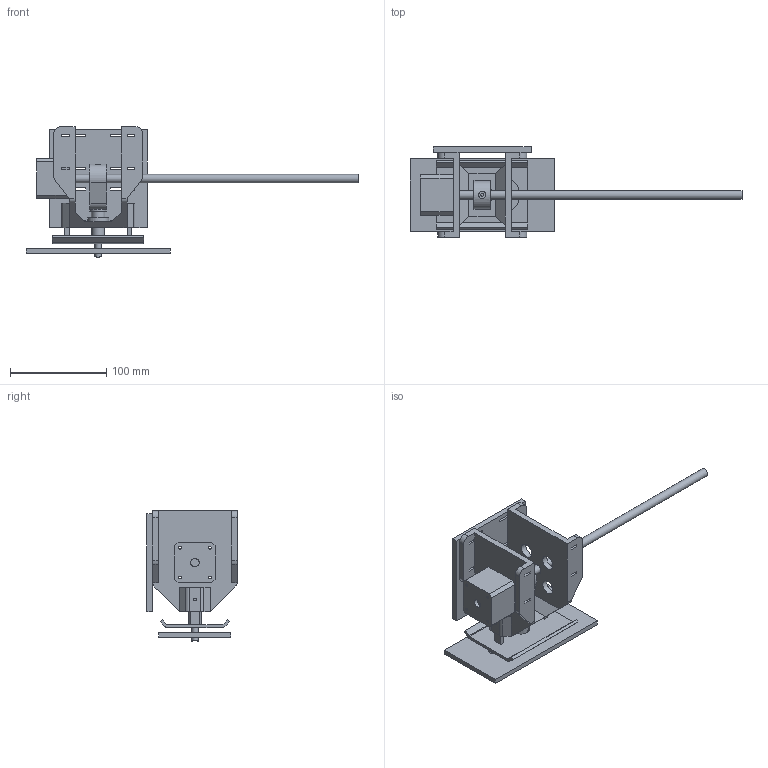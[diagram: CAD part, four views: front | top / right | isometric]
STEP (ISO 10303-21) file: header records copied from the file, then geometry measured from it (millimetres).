
FILE_DESCRIPTION( ( '' ), ' ' );
FILE_NAME( '590858b0f8260410cf56d36d.step', '2017-05-02T10:00:17', ( '' ), ( '' ), ' ', ' ', ' ' );
FILE_SCHEMA( ( 'AUTOMOTIVE_DESIGN { 1 0 10303 214 1 1 1 1 }' ) );
Length unit declared in the file: metre
Products named in the file (10): SidePlate-2-3Dprinted; Base-Lasercut; motor; motor-shaft; Foot-3Dprinted; excentric-3Dprinted; Shaft-3Dprinted; Holder-3Dprinted; Aux-springCilinder; Cutter
Bounding box: 345 x 94 x 135.82 mm (x, y, z)
Volume: 375461.7 mm3; surface area: 147733.1 mm2
Topology: 10 solids, 10 shells, 215 faces, 585 edges, 388 vertices
Faces by surface type: plane 159, cylinder 56
Full cylindrical faces by diameter (mm): 3 x11, 6.7 x1, 7.5 x1, 8 x1, 8.7 x3, 10.7 x1, 13 x1, 14 x2, 15 x4, 16 x1, 17 x1, 18.164 x1, 22 x2, 24 x1
Entity records: 8724 total; most frequent: CARTESIAN_POINT 1342, DIRECTION 1106, ORIENTED_EDGE 1104, EDGE_CURVE 552, LINE 442, VECTOR 442, VERTEX_POINT 386, AXIS2_PLACEMENT_3D 332
